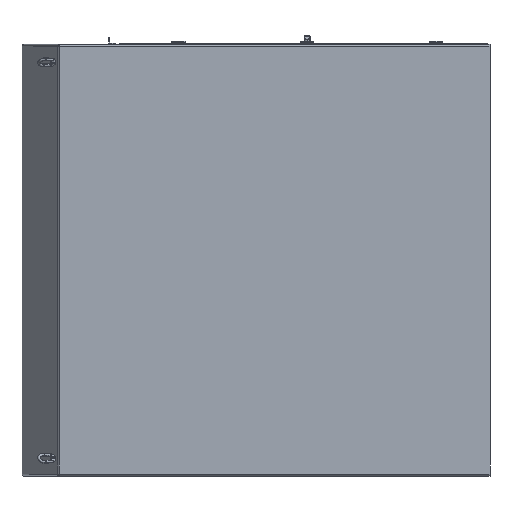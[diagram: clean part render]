
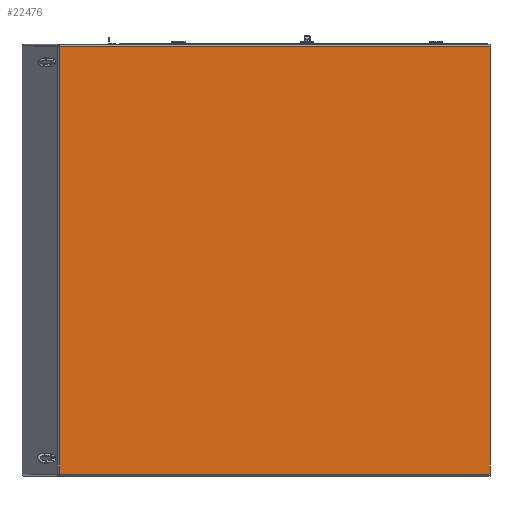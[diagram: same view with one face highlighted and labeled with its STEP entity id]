
A CAD part, left-side view. The second image highlights one B-rep face of the part: STEP entity #22476.
In plain terms, the highlighted planar face has unit normal (-1, 0, 0).
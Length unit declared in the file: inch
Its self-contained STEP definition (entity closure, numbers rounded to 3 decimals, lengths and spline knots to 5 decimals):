
#1999 = VECTOR ( 'NONE', #57274, 39.37008 ) ;
#7488 = AXIS2_PLACEMENT_3D ( 'NONE', #38107, #25864, #85012 ) ;
#13004 = DIRECTION ( 'NONE',  ( 0., 0., 1. ) ) ;
#17172 = VERTEX_POINT ( 'NONE', #96749 ) ;
#18400 = VECTOR ( 'NONE', #46393, 39.37008 ) ;
#21516 = CARTESIAN_POINT ( 'NONE',  ( -49.93879, -53.7714, 36.87299 ) ) ;
#21943 = CARTESIAN_POINT ( 'NONE',  ( -49.93879, 41.80504, -59.12701 ) ) ;
#22476 = ADVANCED_FACE ( 'NONE', ( #40381 ), #107429, .F. ) ;
#25864 = DIRECTION ( 'NONE',  ( 1., 0., 0. ) ) ;
#33816 = LINE ( 'NONE', #106155, #59243 ) ;
#38107 = CARTESIAN_POINT ( 'NONE',  ( -49.93879, 42.2286, 36.87299 ) ) ;
#40004 = ORIENTED_EDGE ( 'NONE', *, *, #113404, .T. ) ;
#40381 = FACE_OUTER_BOUND ( 'NONE', #148571, .T. ) ;
#44073 = ORIENTED_EDGE ( 'NONE', *, *, #147198, .T. ) ;
#46393 = DIRECTION ( 'NONE',  ( 0., 1., 0. ) ) ;
#48888 = EDGE_CURVE ( 'NONE', #132682, #144728, #56519, .T. ) ;
#56519 = LINE ( 'NONE', #21943, #1999 ) ;
#57274 = DIRECTION ( 'NONE',  ( 0., 0., -1. ) ) ;
#59184 = DIRECTION ( 'NONE',  ( 0., -1., 0. ) ) ;
#59243 = VECTOR ( 'NONE', #59184, 39.37008 ) ;
#79874 = LINE ( 'NONE', #21516, #86832 ) ;
#81708 = LINE ( 'NONE', #151806, #18400 ) ;
#84827 = ORIENTED_EDGE ( 'NONE', *, *, #48888, .T. ) ;
#85012 = DIRECTION ( 'NONE',  ( 0., 0., -1. ) ) ;
#86832 = VECTOR ( 'NONE', #13004, 39.37008 ) ;
#92643 = CARTESIAN_POINT ( 'NONE',  ( -49.93879, -53.7714, -58.62701 ) ) ;
#95850 = EDGE_CURVE ( 'NONE', #144728, #149512, #33816, .T. ) ;
#96749 = CARTESIAN_POINT ( 'NONE',  ( -49.93879, -53.7714, 36.37299 ) ) ;
#106155 = CARTESIAN_POINT ( 'NONE',  ( -49.93879, 42.2286, -58.62701 ) ) ;
#107429 = PLANE ( 'NONE',  #7488 ) ;
#113404 = EDGE_CURVE ( 'NONE', #149512, #17172, #79874, .T. ) ;
#123446 = ORIENTED_EDGE ( 'NONE', *, *, #95850, .T. ) ;
#132682 = VERTEX_POINT ( 'NONE', #149629 ) ;
#144728 = VERTEX_POINT ( 'NONE', #151779 ) ;
#147198 = EDGE_CURVE ( 'NONE', #17172, #132682, #81708, .T. ) ;
#148571 = EDGE_LOOP ( 'NONE', ( #84827, #123446, #40004, #44073 ) ) ;
#149512 = VERTEX_POINT ( 'NONE', #92643 ) ;
#149629 = CARTESIAN_POINT ( 'NONE',  ( -49.93879, 41.80504, 36.37299 ) ) ;
#151779 = CARTESIAN_POINT ( 'NONE',  ( -49.93879, 41.80504, -58.62701 ) ) ;
#151806 = CARTESIAN_POINT ( 'NONE',  ( -49.93879, 42.2286, 36.37299 ) ) ;
